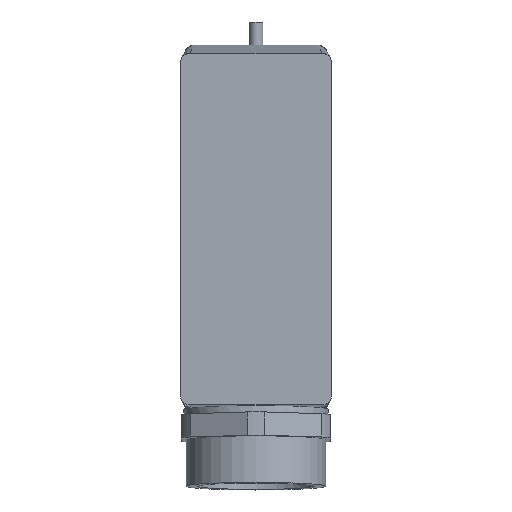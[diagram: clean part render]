
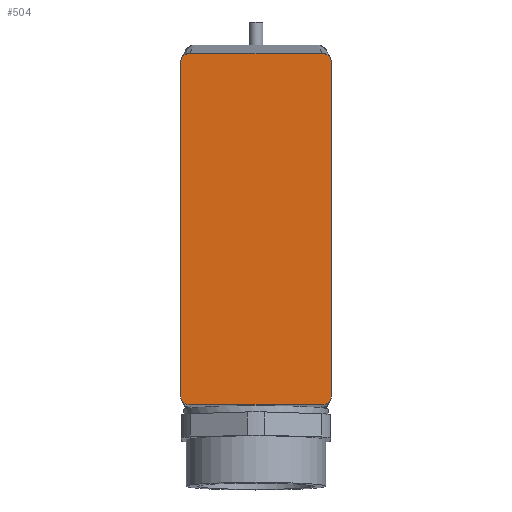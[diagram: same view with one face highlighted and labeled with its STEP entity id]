
A CAD part, top view. The second image highlights one B-rep face of the part: STEP entity #504.
In plain terms, the highlighted planar face has unit normal (0, 0, 1).
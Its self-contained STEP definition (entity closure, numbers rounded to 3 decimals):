
#504 = ADVANCED_FACE( '', ( #1055 ), #1056, .F. );
#1055 = FACE_OUTER_BOUND( '', #1888, .T. );
#1056 = PLANE( '', #1889 );
#1888 = EDGE_LOOP( '', ( #3406, #3407, #3408, #3409, #3410, #3411, #3412, #3413 ) );
#1889 = AXIS2_PLACEMENT_3D( '', #3414, #3415, #3416 );
#3406 = ORIENTED_EDGE( '', *, *, #3795, .F. );
#3407 = ORIENTED_EDGE( '', *, *, #3922, .T. );
#3408 = ORIENTED_EDGE( '', *, *, #4186, .T. );
#3409 = ORIENTED_EDGE( '', *, *, #4135, .F. );
#3410 = ORIENTED_EDGE( '', *, *, #3845, .T. );
#3411 = ORIENTED_EDGE( '', *, *, #4188, .T. );
#3412 = ORIENTED_EDGE( '', *, *, #3988, .F. );
#3413 = ORIENTED_EDGE( '', *, *, #4243, .F. );
#3414 = CARTESIAN_POINT( '', ( -16.2, 39.5, 55.8 ) );
#3415 = DIRECTION( '', ( 0., 0., -1. ) );
#3416 = DIRECTION( '', ( -1., 0., 0. ) );
#3795 = EDGE_CURVE( '', #4511, #4513, #4514, .T. );
#3845 = EDGE_CURVE( '', #4588, #4589, #4590, .T. );
#3922 = EDGE_CURVE( '', #4511, #4713, #4714, .T. );
#3988 = EDGE_CURVE( '', #4810, #4812, #4813, .T. );
#4135 = EDGE_CURVE( '', #4588, #5010, #5011, .T. );
#4186 = EDGE_CURVE( '', #4713, #5010, #5078, .T. );
#4188 = EDGE_CURVE( '', #4589, #4812, #5080, .T. );
#4243 = EDGE_CURVE( '', #4513, #4810, #5143, .T. );
#4511 = VERTEX_POINT( '', #5618 );
#4513 = VERTEX_POINT( '', #5623 );
#4514 = LINE( '', #5624, #5625 );
#4588 = VERTEX_POINT( '', #5735 );
#4589 = VERTEX_POINT( '', #5736 );
#4590 = LINE( '', #5737, #5738 );
#4713 = VERTEX_POINT( '', #5991 );
#4714 = B_SPLINE_CURVE_WITH_KNOTS( '', 3, ( #5992, #5993, #5994, #5995, #5996, #5997, #5998, #5999, #6000, #6001, #6002, #6003, #6004, #6005 ), .UNSPECIFIED., .F., .F., ( 4, 2, 2, 2, 2, 2, 4 ), ( 0., 0., 0.001, 0.001, 0.002, 0.002, 0.003 ), .UNSPECIFIED. );
#4810 = VERTEX_POINT( '', #6166 );
#4812 = VERTEX_POINT( '', #6171 );
#4813 = LINE( '', #6172, #6173 );
#5010 = VERTEX_POINT( '', #6637 );
#5011 = B_SPLINE_CURVE_WITH_KNOTS( '', 3, ( #6638, #6639, #6640, #6641, #6642, #6643, #6644, #6645, #6646, #6647, #6648, #6649, #6650, #6651 ), .UNSPECIFIED., .F., .F., ( 4, 2, 2, 2, 2, 2, 4 ), ( 0., 0., 0.001, 0.001, 0.002, 0.002, 0.003 ), .UNSPECIFIED. );
#5078 = LINE( '', #6788, #6789 );
#5080 = B_SPLINE_CURVE_WITH_KNOTS( '', 3, ( #6791, #6792, #6793, #6794, #6795, #6796, #6797, #6798, #6799, #6800, #6801, #6802, #6803, #6804 ), .UNSPECIFIED., .F., .F., ( 4, 2, 2, 2, 2, 2, 4 ), ( 0., 0., 0.001, 0.001, 0.002, 0.002, 0.003 ), .UNSPECIFIED. );
#5143 = B_SPLINE_CURVE_WITH_KNOTS( '', 3, ( #6935, #6936, #6937, #6938, #6939, #6940, #6941, #6942, #6943, #6944, #6945, #6946, #6947, #6948 ), .UNSPECIFIED., .F., .F., ( 4, 2, 2, 2, 2, 2, 4 ), ( 0., 0., 0.001, 0.001, 0.002, 0.002, 0.003 ), .UNSPECIFIED. );
#5618 = CARTESIAN_POINT( '', ( -14.197, 37.624, 55.8 ) );
#5623 = CARTESIAN_POINT( '', ( 14.197, 37.624, 55.8 ) );
#5624 = CARTESIAN_POINT( '', ( -70.259, 37.624, 55.8 ) );
#5625 = VECTOR( '', #7132, 1000. );
#5735 = CARTESIAN_POINT( '', ( -14.197, -37.624, 55.8 ) );
#5736 = CARTESIAN_POINT( '', ( 14.197, -37.624, 55.8 ) );
#5737 = CARTESIAN_POINT( '', ( -70.259, -37.624, 55.8 ) );
#5738 = VECTOR( '', #7172, 1000. );
#5991 = CARTESIAN_POINT( '', ( -16.2, 35.618, 55.8 ) );
#5992 = CARTESIAN_POINT( '', ( -14.197, 37.624, 55.8 ) );
#5993 = CARTESIAN_POINT( '', ( -14.329, 37.624, 55.8 ) );
#5994 = CARTESIAN_POINT( '', ( -14.459, 37.611, 55.8 ) );
#5995 = CARTESIAN_POINT( '', ( -14.715, 37.56, 55.8 ) );
#5996 = CARTESIAN_POINT( '', ( -14.842, 37.521, 55.8 ) );
#5997 = CARTESIAN_POINT( '', ( -15.085, 37.421, 55.8 ) );
#5998 = CARTESIAN_POINT( '', ( -15.2, 37.359, 55.8 ) );
#5999 = CARTESIAN_POINT( '', ( -15.418, 37.213, 55.8 ) );
#6000 = CARTESIAN_POINT( '', ( -15.521, 37.129, 55.8 ) );
#6001 = CARTESIAN_POINT( '', ( -15.798, 36.852, 55.8 ) );
#6002 = CARTESIAN_POINT( '', ( -15.947, 36.628, 55.8 ) );
#6003 = CARTESIAN_POINT( '', ( -16.147, 36.146, 55.8 ) );
#6004 = CARTESIAN_POINT( '', ( -16.2, 35.883, 55.8 ) );
#6005 = CARTESIAN_POINT( '', ( -16.2, 35.618, 55.8 ) );
#6166 = CARTESIAN_POINT( '', ( 16.2, 35.618, 55.8 ) );
#6171 = CARTESIAN_POINT( '', ( 16.2, -35.618, 55.8 ) );
#6172 = CARTESIAN_POINT( '', ( 16.2, 39.5, 55.8 ) );
#6173 = VECTOR( '', #7289, 1000. );
#6637 = CARTESIAN_POINT( '', ( -16.2, -35.618, 55.8 ) );
#6638 = CARTESIAN_POINT( '', ( -14.197, -37.624, 55.8 ) );
#6639 = CARTESIAN_POINT( '', ( -14.329, -37.624, 55.8 ) );
#6640 = CARTESIAN_POINT( '', ( -14.459, -37.611, 55.8 ) );
#6641 = CARTESIAN_POINT( '', ( -14.715, -37.56, 55.8 ) );
#6642 = CARTESIAN_POINT( '', ( -14.842, -37.521, 55.8 ) );
#6643 = CARTESIAN_POINT( '', ( -15.085, -37.421, 55.8 ) );
#6644 = CARTESIAN_POINT( '', ( -15.2, -37.359, 55.8 ) );
#6645 = CARTESIAN_POINT( '', ( -15.418, -37.213, 55.8 ) );
#6646 = CARTESIAN_POINT( '', ( -15.521, -37.129, 55.8 ) );
#6647 = CARTESIAN_POINT( '', ( -15.798, -36.852, 55.8 ) );
#6648 = CARTESIAN_POINT( '', ( -15.947, -36.628, 55.8 ) );
#6649 = CARTESIAN_POINT( '', ( -16.147, -36.146, 55.8 ) );
#6650 = CARTESIAN_POINT( '', ( -16.2, -35.883, 55.8 ) );
#6651 = CARTESIAN_POINT( '', ( -16.2, -35.618, 55.8 ) );
#6788 = CARTESIAN_POINT( '', ( -16.2, 39.5, 55.8 ) );
#6789 = VECTOR( '', #7429, 1000. );
#6791 = CARTESIAN_POINT( '', ( 14.197, -37.624, 55.8 ) );
#6792 = CARTESIAN_POINT( '', ( 14.329, -37.624, 55.8 ) );
#6793 = CARTESIAN_POINT( '', ( 14.459, -37.611, 55.8 ) );
#6794 = CARTESIAN_POINT( '', ( 14.715, -37.56, 55.8 ) );
#6795 = CARTESIAN_POINT( '', ( 14.842, -37.521, 55.8 ) );
#6796 = CARTESIAN_POINT( '', ( 15.085, -37.421, 55.8 ) );
#6797 = CARTESIAN_POINT( '', ( 15.2, -37.359, 55.8 ) );
#6798 = CARTESIAN_POINT( '', ( 15.418, -37.213, 55.8 ) );
#6799 = CARTESIAN_POINT( '', ( 15.521, -37.129, 55.8 ) );
#6800 = CARTESIAN_POINT( '', ( 15.798, -36.852, 55.8 ) );
#6801 = CARTESIAN_POINT( '', ( 15.947, -36.628, 55.8 ) );
#6802 = CARTESIAN_POINT( '', ( 16.147, -36.146, 55.8 ) );
#6803 = CARTESIAN_POINT( '', ( 16.2, -35.883, 55.8 ) );
#6804 = CARTESIAN_POINT( '', ( 16.2, -35.618, 55.8 ) );
#6935 = CARTESIAN_POINT( '', ( 14.197, 37.624, 55.8 ) );
#6936 = CARTESIAN_POINT( '', ( 14.329, 37.624, 55.8 ) );
#6937 = CARTESIAN_POINT( '', ( 14.459, 37.611, 55.8 ) );
#6938 = CARTESIAN_POINT( '', ( 14.715, 37.56, 55.8 ) );
#6939 = CARTESIAN_POINT( '', ( 14.842, 37.521, 55.8 ) );
#6940 = CARTESIAN_POINT( '', ( 15.085, 37.421, 55.8 ) );
#6941 = CARTESIAN_POINT( '', ( 15.2, 37.359, 55.8 ) );
#6942 = CARTESIAN_POINT( '', ( 15.418, 37.213, 55.8 ) );
#6943 = CARTESIAN_POINT( '', ( 15.521, 37.129, 55.8 ) );
#6944 = CARTESIAN_POINT( '', ( 15.798, 36.852, 55.8 ) );
#6945 = CARTESIAN_POINT( '', ( 15.947, 36.628, 55.8 ) );
#6946 = CARTESIAN_POINT( '', ( 16.147, 36.146, 55.8 ) );
#6947 = CARTESIAN_POINT( '', ( 16.2, 35.883, 55.8 ) );
#6948 = CARTESIAN_POINT( '', ( 16.2, 35.618, 55.8 ) );
#7132 = DIRECTION( '', ( 1., 0., 0. ) );
#7172 = DIRECTION( '', ( 1., 0., 0. ) );
#7289 = DIRECTION( '', ( 0., -1., 0. ) );
#7429 = DIRECTION( '', ( 0., -1., 0. ) );
